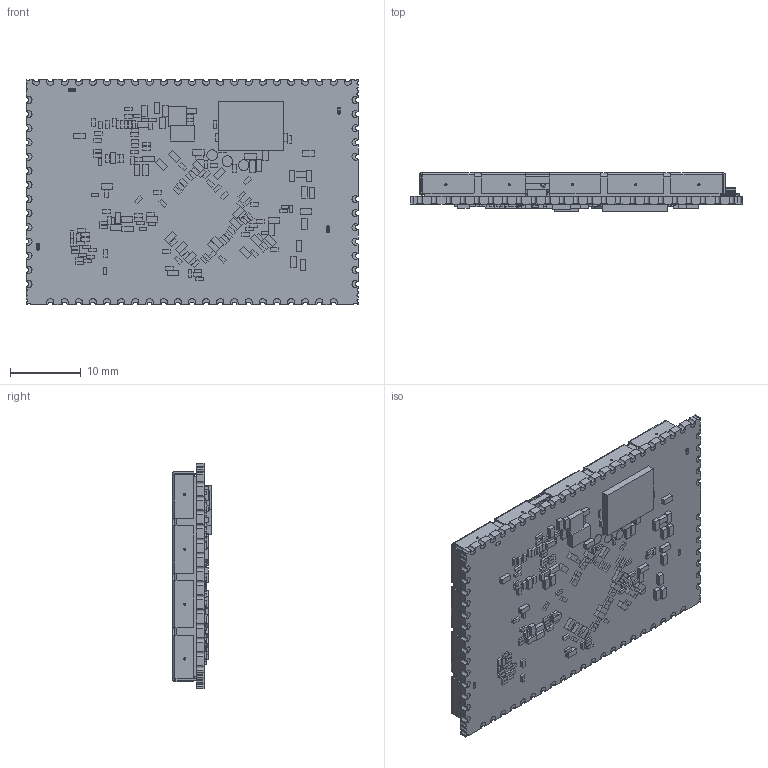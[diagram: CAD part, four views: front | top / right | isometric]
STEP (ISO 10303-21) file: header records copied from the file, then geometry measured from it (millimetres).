
FILE_DESCRIPTION (( 'STEP AP214' ), '1' );
FILE_NAME ('8DEV3000_0004_Jelapeno.STEP', '2019-03-27T13:23:33', ( '' ), ( '' ), 'SwSTEP 2.0', 'SolidWorks 2018', '' );
FILE_SCHEMA (( 'AUTOMOTIVE_DESIGN' ));
Length unit declared in the file: millimetre
Products named in the file (1): 8DEV3000_0004_Jelapeno
Bounding box: 46.9 x 5.42 x 31.8 mm (x, y, z)
Volume: 2839.1 mm3; surface area: 10490 mm2
Topology: 464 solids, 464 shells, 4062 faces, 9316 edges, 6180 vertices
Faces by surface type: plane 3403, cylinder 565, bspline 64, sphere 30
Entity records: 164495 total; most frequent: CARTESIAN_POINT 22851, ORIENTED_EDGE 18472, DIRECTION 18252, EDGE_CURVE 9236, LINE 7958, VECTOR 7958, VERTEX_POINT 6134, AXIS2_PLACEMENT_3D 5147
